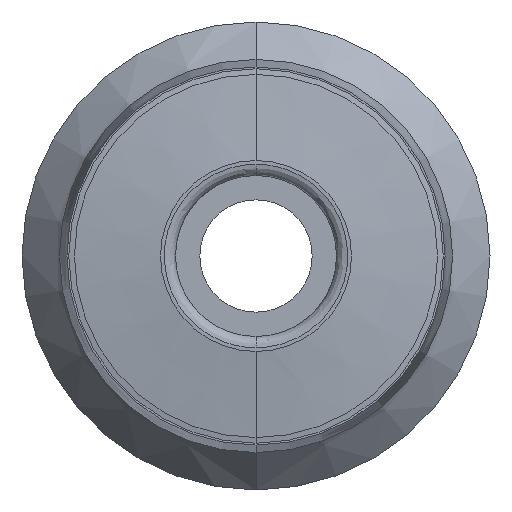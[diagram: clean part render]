
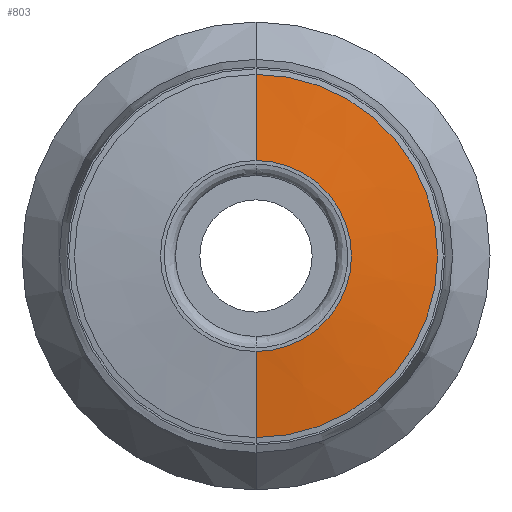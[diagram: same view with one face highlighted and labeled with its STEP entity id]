
A CAD part, front view. The second image highlights one B-rep face of the part: STEP entity #803.
In plain terms, the highlighted conical face has half-angle 82.569 degrees and reference radius 4.85 mm.
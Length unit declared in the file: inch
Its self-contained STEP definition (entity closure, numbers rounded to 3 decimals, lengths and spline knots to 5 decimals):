
#31 = AXIS2_PLACEMENT_3D ( 'NONE', #416, #1779, #590 ) ;
#57 = LINE ( 'NONE', #1542, #81 ) ;
#81 = VECTOR ( 'NONE', #385, 39.37008 ) ;
#385 = DIRECTION ( 'NONE',  ( 0., 0.129, 0.992 ) ) ;
#416 = CARTESIAN_POINT ( 'NONE',  ( 0., 0.01181, 0. ) ) ;
#431 = VERTEX_POINT ( 'NONE', #674 ) ;
#517 = AXIS2_PLACEMENT_3D ( 'NONE', #1758, #1750, #1721 ) ;
#558 = DIRECTION ( 'NONE',  ( 0., 0.129, -0.992 ) ) ;
#590 = DIRECTION ( 'NONE',  ( -1., 0., 0. ) ) ;
#674 = CARTESIAN_POINT ( 'NONE',  ( 0., 0., -0.10039 ) ) ;
#694 = EDGE_CURVE ( 'NONE', #431, #1669, #822, .T. ) ;
#749 = CARTESIAN_POINT ( 'NONE',  ( 0., 0.01181, 0.19094 ) ) ;
#755 = CARTESIAN_POINT ( 'NONE',  ( 0., 0., 0.10039 ) ) ;
#803 = ADVANCED_FACE ( 'NONE', ( #1984 ), #1565, .T. ) ;
#822 = CIRCLE ( 'NONE', #517, 0.10039 ) ;
#876 = LINE ( 'NONE', #1702, #1180 ) ;
#907 = DIRECTION ( 'NONE',  ( 0., 0., 1. ) ) ;
#1124 = DIRECTION ( 'NONE',  ( 0., 1., 0. ) ) ;
#1180 = VECTOR ( 'NONE', #558, 39.37008 ) ;
#1293 = VERTEX_POINT ( 'NONE', #1475 ) ;
#1369 = CARTESIAN_POINT ( 'NONE',  ( 0., 0.01181, 0. ) ) ;
#1433 = AXIS2_PLACEMENT_3D ( 'NONE', #1369, #1124, #907 ) ;
#1475 = CARTESIAN_POINT ( 'NONE',  ( 0., 0.01181, -0.19094 ) ) ;
#1542 = CARTESIAN_POINT ( 'NONE',  ( 0., 0.01181, 0.19094 ) ) ;
#1565 = CONICAL_SURFACE ( 'NONE', #1433, 0.19094, 1.441 ) ;
#1634 = EDGE_CURVE ( 'NONE', #431, #1293, #876, .T. ) ;
#1649 = VERTEX_POINT ( 'NONE', #749 ) ;
#1669 = VERTEX_POINT ( 'NONE', #755 ) ;
#1701 = ORIENTED_EDGE ( 'NONE', *, *, #1724, .T. ) ;
#1702 = CARTESIAN_POINT ( 'NONE',  ( 0., 0.01181, -0.19094 ) ) ;
#1721 = DIRECTION ( 'NONE',  ( 0., 0., 1. ) ) ;
#1724 = EDGE_CURVE ( 'NONE', #1293, #1649, #1969, .T. ) ;
#1750 = DIRECTION ( 'NONE',  ( 0., -1., 0. ) ) ;
#1758 = CARTESIAN_POINT ( 'NONE',  ( 0., 0., 0. ) ) ;
#1779 = DIRECTION ( 'NONE',  ( 0., -1., 0. ) ) ;
#1862 = EDGE_LOOP ( 'NONE', ( #2024, #2383, #1701, #2415 ) ) ;
#1969 = CIRCLE ( 'NONE', #31, 0.19094 ) ;
#1984 = FACE_OUTER_BOUND ( 'NONE', #1862, .T. ) ;
#2024 = ORIENTED_EDGE ( 'NONE', *, *, #694, .F. ) ;
#2269 = EDGE_CURVE ( 'NONE', #1669, #1649, #57, .T. ) ;
#2383 = ORIENTED_EDGE ( 'NONE', *, *, #1634, .T. ) ;
#2415 = ORIENTED_EDGE ( 'NONE', *, *, #2269, .F. ) ;
